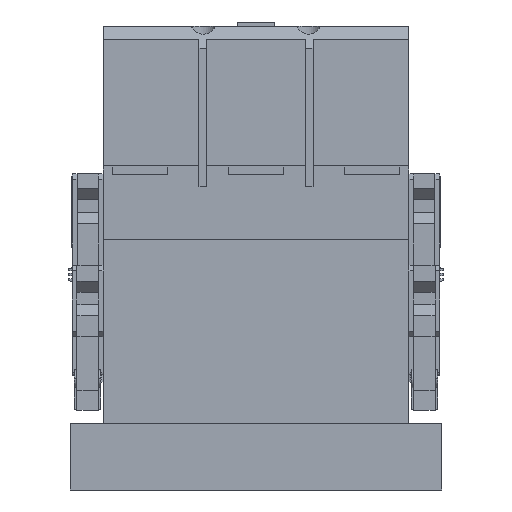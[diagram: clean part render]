
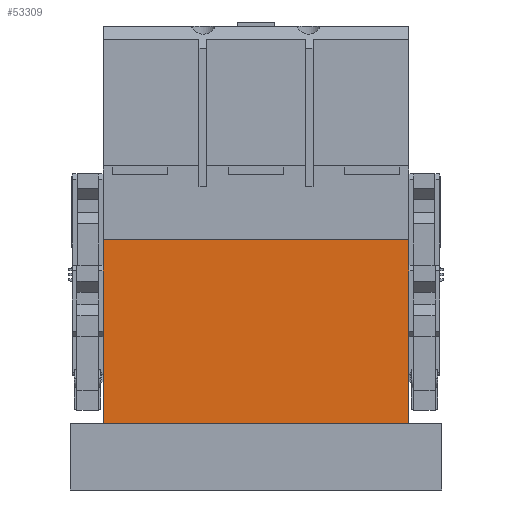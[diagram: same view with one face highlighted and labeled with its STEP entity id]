
A CAD part, front view. The second image highlights one B-rep face of the part: STEP entity #53309.
In plain terms, the highlighted planar face has unit normal (0, -1, 0).
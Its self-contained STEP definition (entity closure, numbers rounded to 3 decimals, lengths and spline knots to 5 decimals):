
#52695=DIRECTION('',(-1.,0.,0.));
#52696=VECTOR('',#52695,0.1111);
#52697=CARTESIAN_POINT('',(-0.00263,-0.02715,-0.02128));
#52698=LINE('',#52697,#52696);
#52702=DIRECTION('',(0.,0.,1.));
#52703=VECTOR('',#52702,0.0667);
#52704=CARTESIAN_POINT('',(-0.11373,-0.02715,-0.02128));
#52705=LINE('',#52704,#52703);
#52744=DIRECTION('',(0.,0.,1.));
#52745=VECTOR('',#52744,0.0667);
#52746=CARTESIAN_POINT('',(-0.00263,-0.02715,-0.02128));
#52747=LINE('',#52746,#52745);
#52772=DIRECTION('',(-1.,0.,0.));
#52773=VECTOR('',#52772,0.1111);
#52774=CARTESIAN_POINT('',(-0.00263,-0.02715,0.04543));
#52775=LINE('',#52774,#52773);
#52811=CARTESIAN_POINT('',(-0.00263,-0.02715,-0.02128));
#52812=CARTESIAN_POINT('',(-0.11373,-0.02715,-0.02128));
#52813=VERTEX_POINT('',#52811);
#52814=VERTEX_POINT('',#52812);
#52851=CARTESIAN_POINT('',(-0.11373,-0.02715,0.04543));
#52852=VERTEX_POINT('',#52851);
#52853=CARTESIAN_POINT('',(-0.00263,-0.02715,0.04543));
#52854=VERTEX_POINT('',#52853);
#53295=CARTESIAN_POINT('',(-0.11373,-0.02715,0.04543));
#53296=DIRECTION('',(0.,1.,0.));
#53297=DIRECTION('',(-1.,0.,0.));
#53298=AXIS2_PLACEMENT_3D('',#53295,#53296,#53297);
#53299=PLANE('',#53298);
#53300=ORIENTED_EDGE('',*,*,#52904,.T.);
#53302=ORIENTED_EDGE('',*,*,#53301,.T.);
#53304=ORIENTED_EDGE('',*,*,#53303,.F.);
#53306=ORIENTED_EDGE('',*,*,#53305,.F.);
#53307=EDGE_LOOP('',(#53300,#53302,#53304,#53306));
#53308=FACE_OUTER_BOUND('',#53307,.F.);
#52904=EDGE_CURVE('',#52813,#52814,#52698,.T.);
#53301=EDGE_CURVE('',#52814,#52852,#52705,.T.);
#53303=EDGE_CURVE('',#52854,#52852,#52775,.T.);
#53305=EDGE_CURVE('',#52813,#52854,#52747,.T.);
#53309=ADVANCED_FACE('',(#53308),#53299,.F.);
